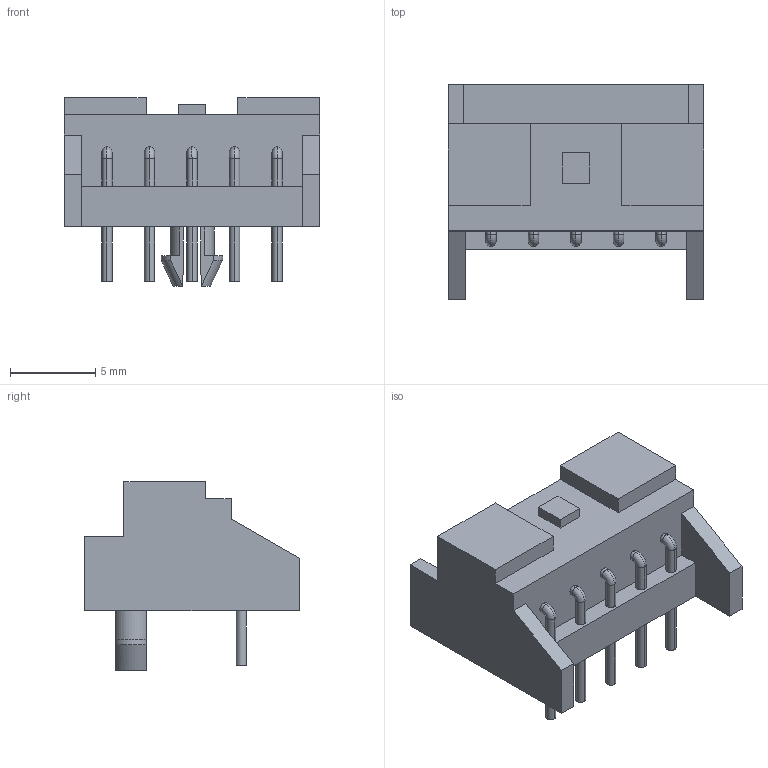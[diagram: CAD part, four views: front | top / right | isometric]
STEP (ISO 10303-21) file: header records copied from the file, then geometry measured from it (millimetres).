
FILE_DESCRIPTION (( 'STEP AP214' ), '1' );
FILE_NAME ('S05B-XASK-1.STEP', '2010-06-11T06:48:50', ( ' ' ), ( '' ), 'SwSTEP 2.0', 'SolidWorks 2009', '' );
FILE_SCHEMA (( 'AUTOMOTIVE_DESIGN' ));
Length unit declared in the file: millimetre
Products named in the file (1): S05B-XASK-1
Bounding box: 15 x 12.6 x 11.1 mm (x, y, z)
Volume: 612.1 mm3; surface area: 976.8 mm2
Topology: 1 solids, 1 shells, 111 faces, 264 edges, 168 vertices
Faces by surface type: plane 53, cylinder 46, torus 10, bspline 2
Entity records: 4691 total; most frequent: CARTESIAN_POINT 765, DIRECTION 582, ORIENTED_EDGE 528, EDGE_CURVE 264, AXIS2_PLACEMENT_3D 211, VERTEX_POINT 168, VECTOR 160, LINE 160
